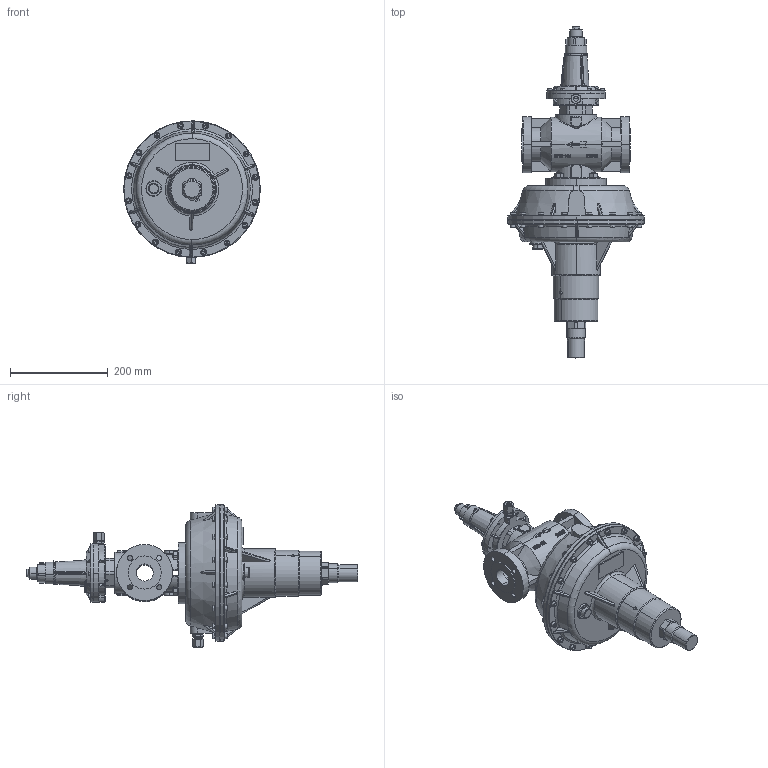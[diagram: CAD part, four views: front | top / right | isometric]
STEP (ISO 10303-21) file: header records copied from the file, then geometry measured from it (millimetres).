
FILE_DESCRIPTION (( 'STEP AP203' ), '1' );
FILE_NAME ('F25S MP.STEP', '2023-10-17T12:11:47', ( '' ), ( '' ), 'SwSTEP 2.0', 'SolidWorks 2018', '' );
FILE_SCHEMA (( 'CONFIG_CONTROL_DESIGN' ));
Length unit declared in the file: millimetre
Products named in the file (1): F25S MP
Bounding box: 280.16 x 680.8 x 291.97 mm (x, y, z)
Surface area: 501885.1 mm2 (no closed solid volume)
Topology: 0 solids, 121 shells, 1350 faces, 4539 edges, 3177 vertices
Faces by surface type: plane 645, cylinder 384, bspline 146, cone 107, torus 46, sphere 22
Entity records: 68674 total; most frequent: CARTESIAN_POINT 31905, ORIENTED_EDGE 7252, DIRECTION 6957, EDGE_CURVE 4526, VERTEX_POINT 3177, AXIS2_PLACEMENT_3D 2577, LINE 1803, VECTOR 1803
